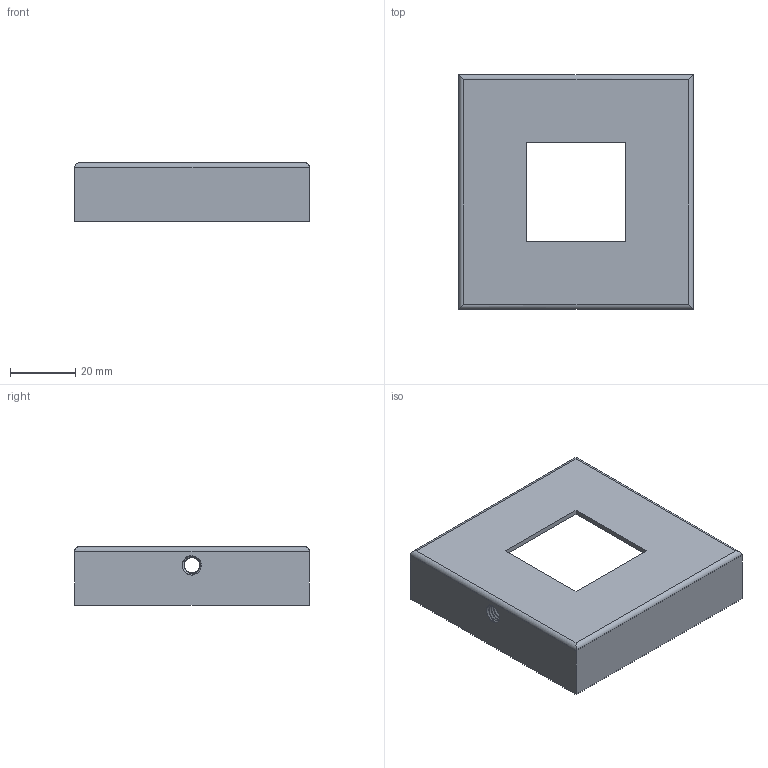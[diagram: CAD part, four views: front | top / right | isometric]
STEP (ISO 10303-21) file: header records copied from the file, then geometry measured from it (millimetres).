
FILE_DESCRIPTION(/* description */ (''),/* implementation_level */ '2;1');
FILE_NAME(/* name */ 'Rosetten_X189.stp',/* time_stamp */ '2017-07-24T09:13:47+02:00',/* author */ (''),/* organization */ (''),/* preprocessor_version */ 'ST-DEVELOPER v16',/* originating_system */ 'SIEMENS PLM Software NX 11.0',/* authorisation */ '');
FILE_SCHEMA (('AUTOMOTIVE_DESIGN { 1 0 10303 214 3 1 1 1 }'));
Length unit declared in the file: millimetre
Products named in the file (1): Goge29ACDC24l22w
Bounding box: 72 x 72 x 18 mm (x, y, z)
Volume: 13574.2 mm3; surface area: 19047.5 mm2
Topology: 1 solids, 1 shells, 51 faces, 141 edges, 103 vertices
Faces by surface type: cylinder 26, plane 19, bspline 4, cone 2
Full cylindrical faces by diameter (mm): 4.778 x16, 8 x2
Entity records: 6082 total; most frequent: CARTESIAN_POINT 5206, ORIENTED_EDGE 160, DIRECTION 148, EDGE_CURVE 80, VERTEX_POINT 54, LINE 52, VECTOR 52, EDGE_LOOP 48
